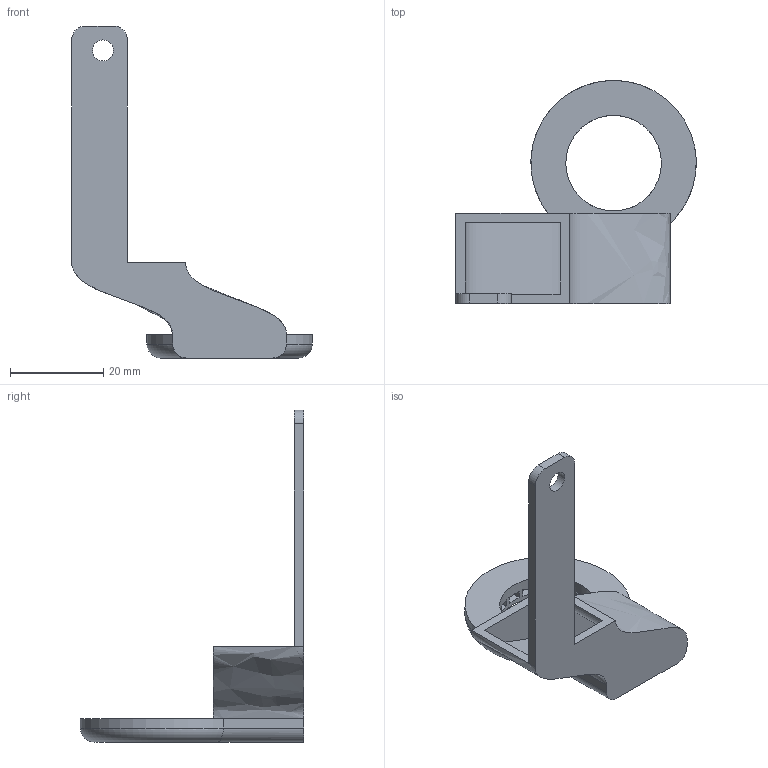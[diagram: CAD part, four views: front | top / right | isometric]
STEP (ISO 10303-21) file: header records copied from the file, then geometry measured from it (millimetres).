
FILE_DESCRIPTION(/* description */ ('STEP AP242','CAx-IF Rec.Pracs.---Representation and Presentation of Product Manufacturing Information (PMI)---4.0---2014-10-13','CAx-IF Rec.Pracs.---3D Tessellated Geometry---0.4---2014-09-14','2;1'),/* implementation_level */ '2;1');
FILE_NAME(/* name */ 'Rapido 2 UHF + Orbitor 2.5 Toolhead - Rapido Orbitor Toolhead - Duct',/* time_stamp */ '2025-04-21T01:26:27Z',/* author */ (''),/* organization */ (''),/* preprocessor_version */ 'ST-DEVELOPER v20',/* originating_system */ 'ONSHAPE BY PTC INC, 1.196',/* authorisation */ ' ');
FILE_SCHEMA (('AP242_MANAGED_MODEL_BASED_3D_ENGINEERING_MIM_LF { 1 0 10303 442 1 1 4 }'));
Length unit declared in the file: metre
Products named in the file (1): Rapido Orbitor Toolhead - Duct
Bounding box: 51.62 x 47.9 x 71.24 mm (x, y, z)
Volume: 6284.6 mm3; surface area: 8901.3 mm2
Topology: 1 solids, 1 shells, 129 faces, 390 edges, 246 vertices
Faces by surface type: plane 100, cylinder 23, bspline 4, torus 2
Full cylindrical faces by diameter (mm): 4.5 x1, 20.509 x1
Entity records: 4493 total; most frequent: CARTESIAN_POINT 863, ORIENTED_EDGE 772, DIRECTION 752, EDGE_CURVE 386, AXIS2_PLACEMENT_3D 253, LINE 246, VECTOR 246, VERTEX_POINT 245
